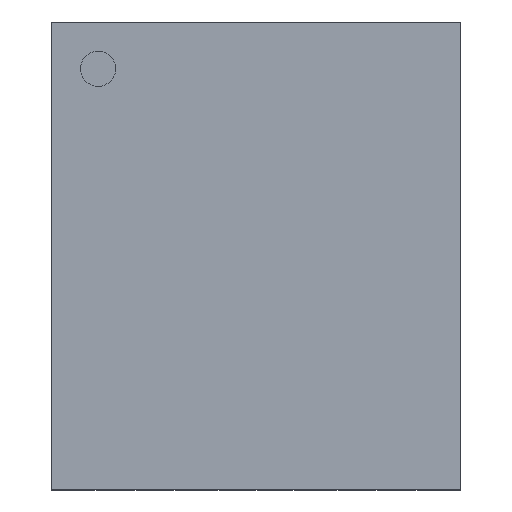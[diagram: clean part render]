
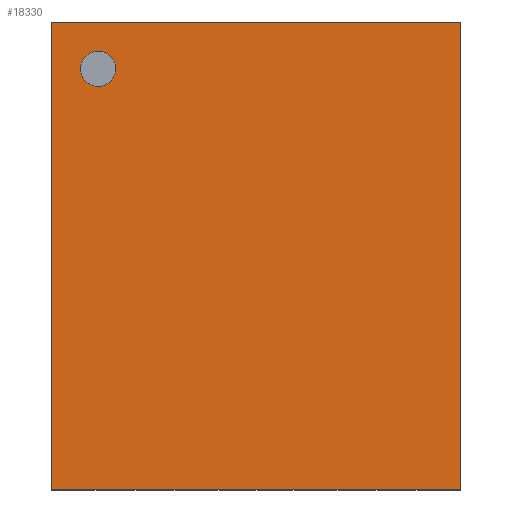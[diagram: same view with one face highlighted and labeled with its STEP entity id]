
A CAD part, top view. The second image highlights one B-rep face of the part: STEP entity #18330.
In plain terms, the highlighted face is planar.
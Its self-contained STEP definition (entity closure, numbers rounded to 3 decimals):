
#1495=FACE_OUTER_BOUND('',#2476,.T.);
#2476=EDGE_LOOP('',(#15423,#15424,#15425,#15426));
#4109=LINE('',#28773,#6282);
#4388=LINE('',#29358,#6561);
#4610=LINE('',#29990,#6783);
#4617=LINE('',#30005,#6790);
#6282=VECTOR('',#23320,3.5);
#6561=VECTOR('',#23737,3.5);
#6783=VECTOR('',#24271,4.);
#6790=VECTOR('',#24294,4.);
#8369=VERTEX_POINT('',#28770);
#8370=VERTEX_POINT('',#28772);
#8606=VERTEX_POINT('',#29355);
#8607=VERTEX_POINT('',#29357);
#10593=EDGE_CURVE('',#8370,#8369,#4109,.T.);
#10877=EDGE_CURVE('',#8607,#8606,#4388,.T.);
#11218=EDGE_CURVE('',#8369,#8607,#4610,.T.);
#11225=EDGE_CURVE('',#8606,#8370,#4617,.T.);
#15423=ORIENTED_EDGE('',*,*,#10877,.T.);
#15424=ORIENTED_EDGE('',*,*,#11225,.T.);
#15425=ORIENTED_EDGE('',*,*,#10593,.T.);
#15426=ORIENTED_EDGE('',*,*,#11218,.T.);
#17462=PLANE('',#19869);
#18330=ADVANCED_FACE('',(#1495),#17462,.T.);
#19869=AXIS2_PLACEMENT_3D('',#30004,#24292,#24293);
#23320=DIRECTION('',(-1.,0.,0.));
#23737=DIRECTION('',(1.,0.,0.));
#24271=DIRECTION('',(0.,0.,1.));
#24292=DIRECTION('center_axis',(0.,1.,0.));
#24293=DIRECTION('ref_axis',(1.,0.,0.));
#24294=DIRECTION('',(0.,0.,-1.));
#28770=CARTESIAN_POINT('',(-1.75,1.45,-2.));
#28772=CARTESIAN_POINT('',(1.75,1.45,-2.));
#28773=CARTESIAN_POINT('',(1.75,1.45,-2.));
#29355=CARTESIAN_POINT('',(1.75,1.45,2.));
#29357=CARTESIAN_POINT('',(-1.75,1.45,2.));
#29358=CARTESIAN_POINT('',(-1.75,1.45,2.));
#29990=CARTESIAN_POINT('',(-1.75,1.45,-2.));
#30004=CARTESIAN_POINT('Origin',(0.,1.45,0.));
#30005=CARTESIAN_POINT('',(1.75,1.45,2.));
